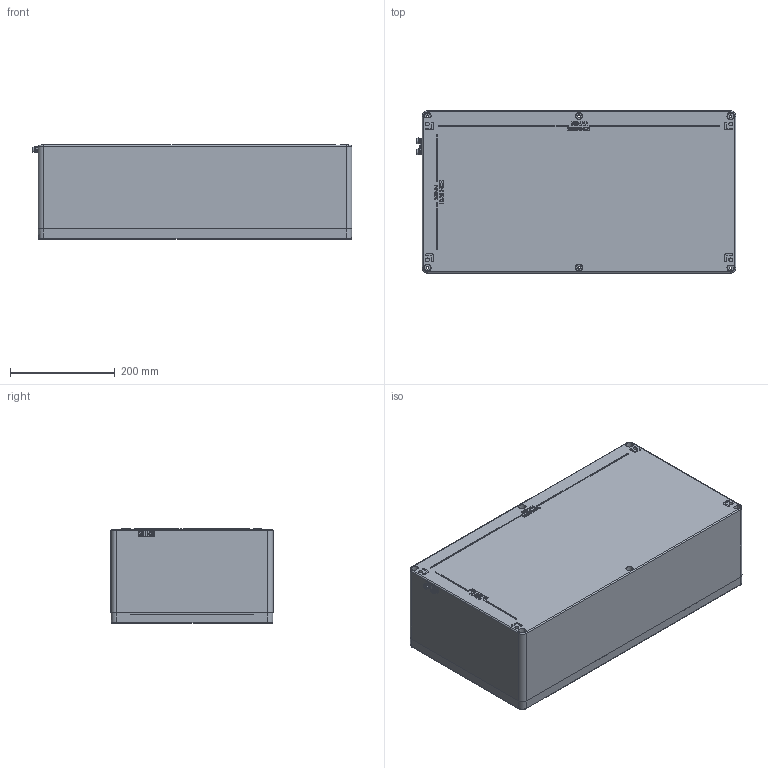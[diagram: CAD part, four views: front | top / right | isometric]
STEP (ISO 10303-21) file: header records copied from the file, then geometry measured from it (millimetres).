
FILE_DESCRIPTION(('FreeCAD Model'),'2;1');
FILE_NAME('GBAEX600310180.step', '2026-03-27T11:59:27',('Author'),(''), 'Open CASCADE STEP processor 7.3','FreeCAD','Unknown');
FILE_SCHEMA(('AUTOMOTIVE_DESIGN { 1 0 10303 214 1 1 1 1 }'));
Length unit declared in the file: millimetre
Products named in the file (4): GBAEX600310180; ALU_BASE_600310180; ALU_LID_600310180; M6_DOUBLE_EARTHING
Assembly tree (3 placements, depth 2):
  GBAEX600310180
    ALU_BASE_600310180
    ALU_LID_600310180
    M6_DOUBLE_EARTHING
Bounding box: 611.6 x 310 x 181 mm (x, y, z)
Volume: 4340256.2 mm3; surface area: 1444067.5 mm2
Topology: 9 solids, 9 shells, 1139 faces, 3298 edges, 3654 vertices
Faces by surface type: plane 476, cylinder 239, bspline 197, cone 149, torus 78
Entity records: 51067 total; most frequent: CARTESIAN_POINT 20940, DIRECTION 5679, ORIENTED_EDGE 5640, EDGE_CURVE 2820, AXIS2_PLACEMENT_3D 1917, LINE 1845, VECTOR 1845, VERTEX_POINT 1814
